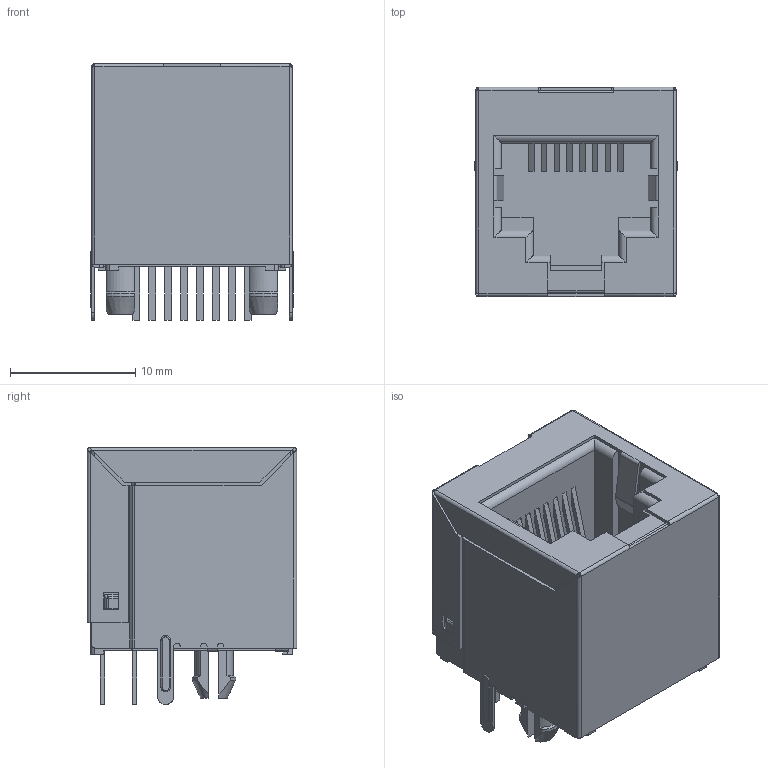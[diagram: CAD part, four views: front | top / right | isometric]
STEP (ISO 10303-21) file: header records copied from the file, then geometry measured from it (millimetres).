
FILE_DESCRIPTION(('CATIA V5 STEP Exchange','CAx-IF Rec.Pracs.--- Model Styling and Organization---1.4--- 2014-01-23'),'2;1');
FILE_NAME ('261840-2_0_2436450000_2436450000.stp','2018-12-18T12:04:59+00:00',('none'),('Weidmueller'),'CATIA Version 5-6 Release 2016 SP3 HF44','CATIA V5 STEP AP214','none');
FILE_SCHEMA(('AUTOMOTIVE_DESIGN { 1 0 10303 214 1 1 1 1 }'));
Length unit declared in the file: millimetre
Products named in the file (1): 2436450000
Bounding box: 16.2 x 16.7 x 20.5 mm (x, y, z)
Volume: 3012.1 mm3; surface area: 4703.8 mm2
Topology: 1 solids, 2 shells, 417 faces, 1148 edges, 737 vertices
Faces by surface type: plane 301, cylinder 90, sphere 10, torus 8, cone 8
Entity records: 13756 total; most frequent: CARTESIAN_POINT 3354, ORIENTED_EDGE 2296, DIRECTION 1862, EDGE_CURVE 1148, VECTOR 899, LINE 899, VERTEX_POINT 737, AXIS2_PLACEMENT_3D 547
